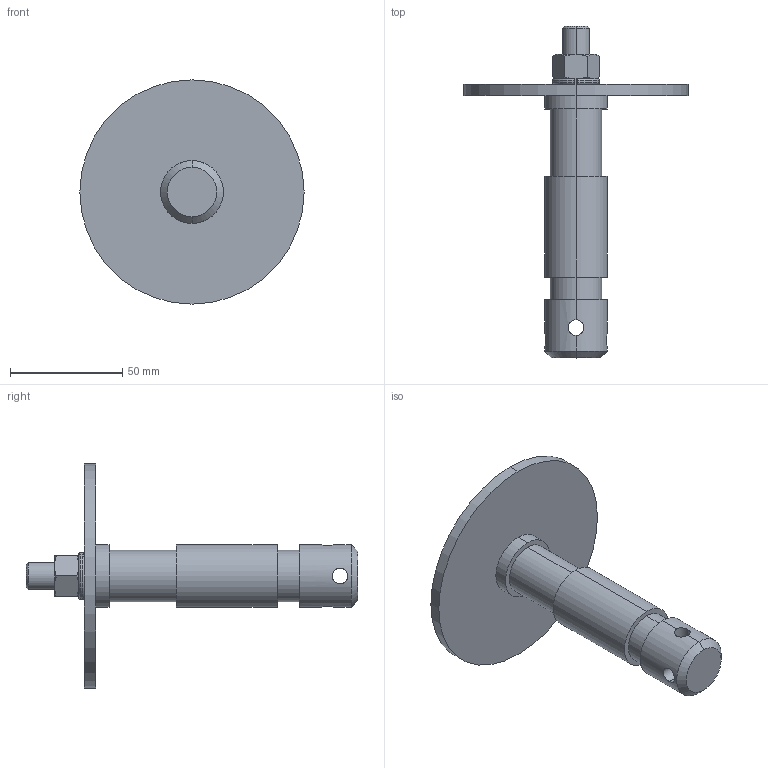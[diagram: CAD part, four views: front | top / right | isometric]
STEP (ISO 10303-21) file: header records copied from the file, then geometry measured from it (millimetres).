
FILE_DESCRIPTION (( 'STEP AP203' ), '1' );
FILE_NAME ('T72900.STEP', '2018-08-22T16:19:04', ( '' ), ( '' ), 'SwSTEP 2.0', 'SolidWorks 2016', '' );
FILE_SCHEMA (( 'CONFIG_CONTROL_DESIGN' ));
Length unit declared in the file: millimetre
Products named in the file (6): Hex Nut Style 1 GradeAB_Doughty Fastners_Hexagon Nut ISO - 4032 - M12 - D - S; Single Coil Rectangular Section Spring Washer_Doughty Fastners_Rectangular section spring washer BS 4464 - 12 (Type B); TH1227; T72900; TH1257; TH1228
Assembly tree (5 placements, depth 3):
  T72900
    TH1228
      TH1257
      TH1227
    Hex Nut Style 1 GradeAB_Doughty Fastners_Hexagon Nut ISO - 4032 - M12 - D - S
    Single Coil Rectangular Section Spring Washer_Doughty Fastners_Rectangular section spring washer BS 4464 - 12 (Type B)
Bounding box: 100 x 148 x 100 mm (x, y, z)
Volume: 106049.7 mm3; surface area: 32933.1 mm2
Topology: 4 solids, 4 shells, 116 faces, 250 edges, 146 vertices
Faces by surface type: cone 50, cylinder 40, plane 22, torus 4
Entity records: 4190 total; most frequent: CARTESIAN_POINT 1037, DIRECTION 566, ORIENTED_EDGE 500, EDGE_CURVE 250, AXIS2_PLACEMENT_3D 237, VERTEX_POINT 146, EDGE_LOOP 130, FACE_OUTER_BOUND 116
